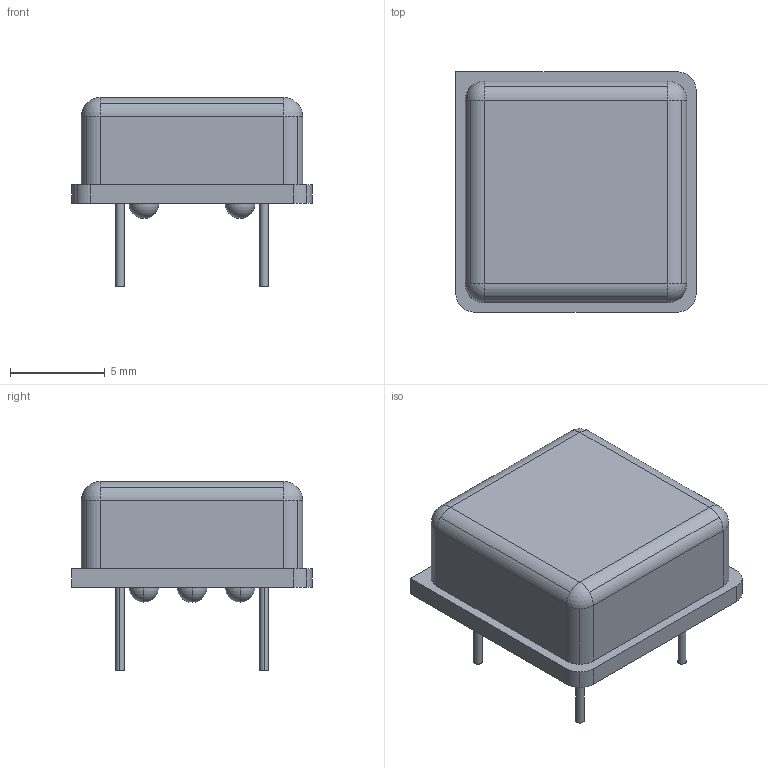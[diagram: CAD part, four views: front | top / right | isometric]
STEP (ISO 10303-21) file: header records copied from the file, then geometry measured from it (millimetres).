
FILE_DESCRIPTION((''),'2;1');
FILE_NAME('OSC_ABRACON_ACH.stp','2009-12-17T12:18:25',(''),(''),'Mechanical Desktop 2006','Mechanical Desktop 2006',', , ');
FILE_SCHEMA(('AUTOMOTIVE_DESIGN { 1 2 10303 214 0 1 1 1 }'));
Length unit declared in the file: millimetre
Products named in the file (1): Product
Bounding box: 12.7 x 12.7 x 9.99 mm (x, y, z)
Volume: 783 mm3; surface area: 883.6 mm2
Topology: 13 solids, 13 shells, 91 faces, 187 edges, 116 vertices
Faces by surface type: cylinder 46, plane 35, sphere 10
Entity records: 2378 total; most frequent: DIRECTION 462, CARTESIAN_POINT 379, ORIENTED_EDGE 348, AXIS2_PLACEMENT_3D 196, EDGE_CURVE 174, VERTEX_POINT 113, CIRCLE 104, EDGE_LOOP 95
